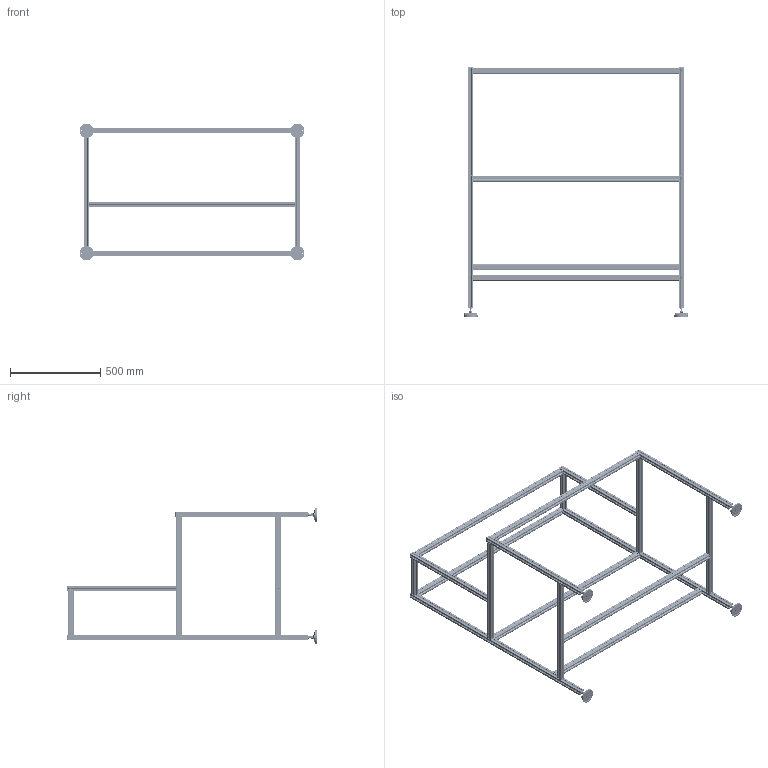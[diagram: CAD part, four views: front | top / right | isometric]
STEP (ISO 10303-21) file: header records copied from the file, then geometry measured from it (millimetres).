
FILE_DESCRIPTION (( 'STEP AP203' ), '1' );
FILE_NAME ('AL-5 Ðàáî÷èé ñòîë ìàëûé ñ îäíîé ïîëêîé.STEP', '2025-04-17T08:56:39', ( '' ), ( '' ), 'SwSTEP 2.0', 'SolidWorks 2021', '' );
FILE_SCHEMA (( 'CONFIG_CONTROL_DESIGN' ));
Length unit declared in the file: millimetre
Products named in the file (12): socket button head screw_iso3_ISO 7380 - M8 x 25 - 25S; AL-5 Ðàáî÷èé ñòîë ìàëûé ñ îäíîé ïîëêîé; AL-5-PS-3030.001 橡铘桦黖-04; AL-375.0200A.01 Çàãëóøêà òîðöåâàÿ 30õ30; AL-340.010BA.01 Îïîðà D80 ñ ïðîòèâîñêîëüçÿùåé âñòàâêîé; AL-5-PS-3030.001 橡铘桦黖-03; AL-1Y12.A42A.01 Øïèëüêà ê îïîðå Ì8õ80; AL-5-PS-3030.001 Ïðîôèëü; AL-5-PS-3030.001 橡铘桦黖-05; AL-5-PS-3030.001 橡铘桦黖-02; hex nut gradec_din_Hexagon Nut ISO 4034 - M8 - N; AL-5-PS-3030.001 橡铘桦黖-01
Assembly tree (63 placements, depth 2):
  AL-5 Ðàáî÷èé ñòîë ìàëûé ñ îäíîé ïîëêîé
    AL-340.010BA.01 Îïîðà D80 ñ ïðîòèâîñêîëüçÿùåé âñòàâêîé  x4
    AL-1Y12.A42A.01 Øïèëüêà ê îïîðå Ì8õ80  x4
    AL-5-PS-3030.001 Ïðîôèëü  x2
    AL-5-PS-3030.001 橡铘桦黖-01  x2
    AL-5-PS-3030.001 橡铘桦黖-02  x4
    AL-5-PS-3030.001 橡铘桦黖-03  x2
    AL-5-PS-3030.001 橡铘桦黖-04  x6
    AL-5-PS-3030.001 橡铘桦黖-05  x2
    socket button head screw_iso3_ISO 7380 - M8 x 25 - 25S  x26
    hex nut gradec_din_Hexagon Nut ISO 4034 - M8 - N  x5
    AL-375.0200A.01 Çàãëóøêà òîðöåâàÿ 30õ30  x6
Bounding box: 1249 x 1384.2 x 759 mm (x, y, z)
Volume: 5016547.5 mm3; surface area: 5167547.3 mm2
Topology: 63 solids, 63 shells, 8298 faces, 23032 edges, 14798 vertices
Faces by surface type: cylinder 3178, plane 2730, cone 2136, torus 108, bspline 78, sphere 68
Entity records: 61760 total; most frequent: CARTESIAN_POINT 14125, ORIENTED_EDGE 9900, DIRECTION 9200, EDGE_CURVE 4950, VERTEX_POINT 3263, AXIS2_PLACEMENT_3D 3176, VECTOR 2848, LINE 2848
